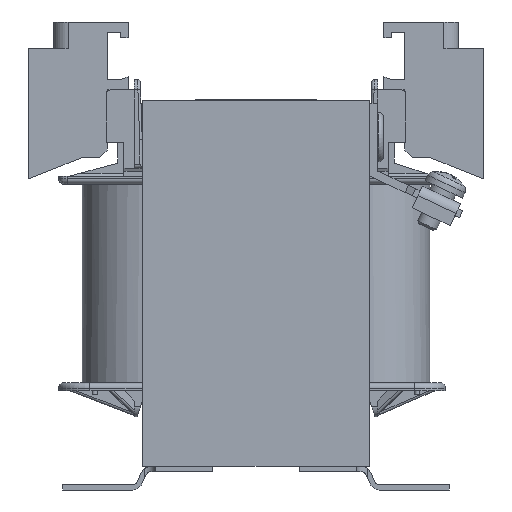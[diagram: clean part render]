
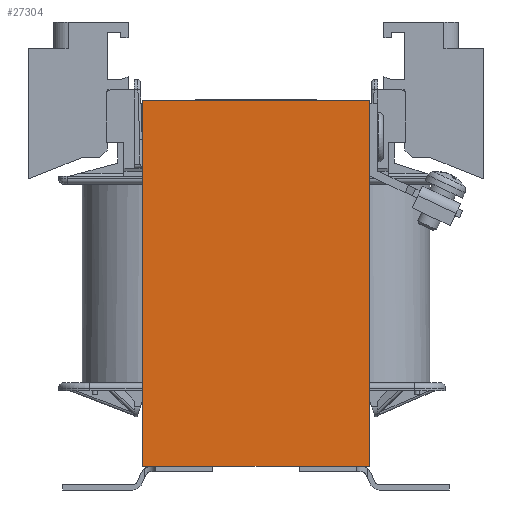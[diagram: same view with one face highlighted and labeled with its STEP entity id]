
A CAD part, left-side view. The second image highlights one B-rep face of the part: STEP entity #27304.
In plain terms, the highlighted planar face has unit normal (-1, 0, 0).
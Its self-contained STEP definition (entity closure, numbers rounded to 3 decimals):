
#1205=FACE_OUTER_BOUND('',#2611,.T.);
#2611=EDGE_LOOP('',(#17391,#17392,#17393,#17394,#17395,#17396,#17397,#17398));
#4122=LINE('',#38490,#7199);
#4129=LINE('',#38511,#7206);
#4180=LINE('',#38633,#7257);
#4203=LINE('',#38682,#7280);
#4208=LINE('',#38694,#7285);
#4213=LINE('',#38705,#7290);
#4225=LINE('',#38730,#7302);
#4226=LINE('',#38731,#7303);
#7199=VECTOR('',#30874,10.);
#7206=VECTOR('',#30891,10.);
#7257=VECTOR('',#30988,10.);
#7280=VECTOR('',#31021,10.);
#7285=VECTOR('',#31028,10.);
#7290=VECTOR('',#31035,10.);
#7302=VECTOR('',#31051,10.);
#7303=VECTOR('',#31052,10.);
#10550=VERTEX_POINT('',#38483);
#10553=VERTEX_POINT('',#38488);
#10562=VERTEX_POINT('',#38510);
#10610=VERTEX_POINT('',#38632);
#10631=VERTEX_POINT('',#38681);
#10636=VERTEX_POINT('',#38691);
#10637=VERTEX_POINT('',#38693);
#10642=VERTEX_POINT('',#38703);
#13193=EDGE_CURVE('',#10553,#10550,#4122,.T.);
#13203=EDGE_CURVE('',#10562,#10550,#4129,.T.);
#13265=EDGE_CURVE('',#10553,#10610,#4180,.T.);
#13291=EDGE_CURVE('',#10562,#10631,#4203,.T.);
#13297=EDGE_CURVE('',#10636,#10637,#4208,.T.);
#13303=EDGE_CURVE('',#10642,#10610,#4213,.T.);
#13316=EDGE_CURVE('',#10637,#10642,#4225,.T.);
#13317=EDGE_CURVE('',#10631,#10636,#4226,.T.);
#17391=ORIENTED_EDGE('',*,*,#13203,.T.);
#17392=ORIENTED_EDGE('',*,*,#13193,.F.);
#17393=ORIENTED_EDGE('',*,*,#13265,.T.);
#17394=ORIENTED_EDGE('',*,*,#13303,.F.);
#17395=ORIENTED_EDGE('',*,*,#13316,.F.);
#17396=ORIENTED_EDGE('',*,*,#13297,.F.);
#17397=ORIENTED_EDGE('',*,*,#13317,.F.);
#17398=ORIENTED_EDGE('',*,*,#13291,.F.);
#24919=PLANE('',#28779);
#27304=ADVANCED_FACE('',(#1205),#24919,.T.);
#28779=AXIS2_PLACEMENT_3D('',#38729,#31049,#31050);
#30874=DIRECTION('',(0.,-1.,0.));
#30891=DIRECTION('',(0.,0.,1.));
#30988=DIRECTION('',(0.,0.,-1.));
#31021=DIRECTION('',(0.,1.,0.));
#31028=DIRECTION('',(0.,1.,0.));
#31035=DIRECTION('',(0.,1.,0.));
#31049=DIRECTION('center_axis',(-1.,0.,0.));
#31050=DIRECTION('ref_axis',(0.,0.,-1.));
#31051=DIRECTION('',(0.,1.,0.));
#31052=DIRECTION('',(0.,1.,0.));
#38483=CARTESIAN_POINT('',(-42.,-21.75,35.));
#38488=CARTESIAN_POINT('',(-42.,21.75,35.));
#38490=CARTESIAN_POINT('',(-42.,0.,35.));
#38510=CARTESIAN_POINT('',(-42.,-21.75,-35.));
#38511=CARTESIAN_POINT('',(-42.,-21.75,-35.));
#38632=CARTESIAN_POINT('',(-42.,21.75,-35.));
#38633=CARTESIAN_POINT('',(-42.,21.75,-35.));
#38681=CARTESIAN_POINT('',(-42.,-19.25,-35.));
#38682=CARTESIAN_POINT('',(-42.,0.,-35.));
#38691=CARTESIAN_POINT('',(-42.,-8.25,-35.));
#38693=CARTESIAN_POINT('',(-42.,8.25,-35.));
#38694=CARTESIAN_POINT('',(-42.,0.,-35.));
#38703=CARTESIAN_POINT('',(-42.,19.25,-35.));
#38705=CARTESIAN_POINT('',(-42.,0.,-35.));
#38729=CARTESIAN_POINT('Origin',(-42.,0.,-35.));
#38730=CARTESIAN_POINT('',(-42.,10.695,-35.));
#38731=CARTESIAN_POINT('',(-42.,-10.695,-35.));
